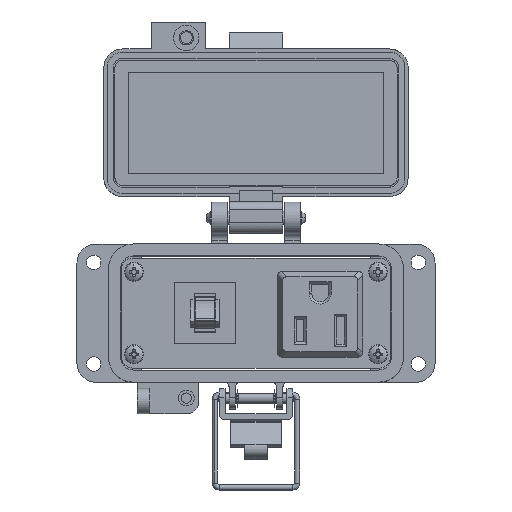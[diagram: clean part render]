
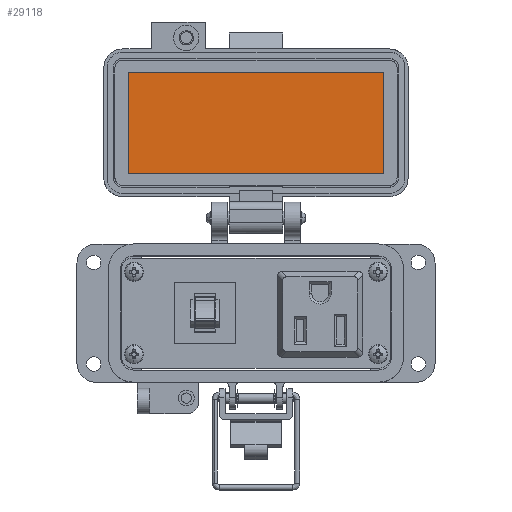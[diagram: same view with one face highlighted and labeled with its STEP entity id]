
A CAD part, top view. The second image highlights one B-rep face of the part: STEP entity #29118.
In plain terms, the highlighted planar face has unit normal (0, 0, 1).
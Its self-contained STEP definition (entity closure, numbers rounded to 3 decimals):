
#727 = VECTOR ( 'NONE', #26634, 1000. ) ;
#819 = VECTOR ( 'NONE', #15654, 1000. ) ;
#875 = DIRECTION ( 'NONE',  ( 0., -1., 0. ) ) ;
#1072 = CARTESIAN_POINT ( 'NONE',  ( 40.25, 67.154, -25.55 ) ) ;
#1267 = CARTESIAN_POINT ( 'NONE',  ( -8.5, 83.154, -25.55 ) ) ;
#3441 = ORIENTED_EDGE ( 'NONE', *, *, #30297, .F. ) ;
#5289 = ORIENTED_EDGE ( 'NONE', *, *, #11361, .F. ) ;
#8609 = CARTESIAN_POINT ( 'NONE',  ( 40.25, 83.154, -25.55 ) ) ;
#9078 = FACE_OUTER_BOUND ( 'NONE', #27057, .T. ) ;
#9265 = DIRECTION ( 'NONE',  ( 0., -1., 0. ) ) ;
#9619 = DIRECTION ( 'NONE',  ( 1., 0., 0. ) ) ;
#9698 = CARTESIAN_POINT ( 'NONE',  ( -40.25, 67.154, -25.55 ) ) ;
#11361 = EDGE_CURVE ( 'NONE', #15202, #23482, #15288, .T. ) ;
#11429 = VECTOR ( 'NONE', #9619, 1000. ) ;
#11838 = VERTEX_POINT ( 'NONE', #34659 ) ;
#12233 = VERTEX_POINT ( 'NONE', #8609 ) ;
#13075 = LINE ( 'NONE', #29413, #727 ) ;
#15202 = VERTEX_POINT ( 'NONE', #32372 ) ;
#15288 = LINE ( 'NONE', #9698, #819 ) ;
#15654 = DIRECTION ( 'NONE',  ( 0., 1., 0. ) ) ;
#15727 = EDGE_CURVE ( 'NONE', #23482, #12233, #23741, .T. ) ;
#20943 = LINE ( 'NONE', #1072, #36460 ) ;
#22076 = ORIENTED_EDGE ( 'NONE', *, *, #15727, .F. ) ;
#23482 = VERTEX_POINT ( 'NONE', #34509 ) ;
#23741 = LINE ( 'NONE', #1267, #11429 ) ;
#26634 = DIRECTION ( 'NONE',  ( -1., 0., 0. ) ) ;
#27057 = EDGE_LOOP ( 'NONE', ( #22076, #5289, #3441, #27743 ) ) ;
#27743 = ORIENTED_EDGE ( 'NONE', *, *, #33253, .F. ) ;
#28195 = PLANE ( 'NONE',  #29829 ) ;
#28557 = CARTESIAN_POINT ( 'NONE',  ( -8.5, 67.154, -25.55 ) ) ;
#29118 = ADVANCED_FACE ( 'NONE', ( #9078 ), #28195, .T. ) ;
#29413 = CARTESIAN_POINT ( 'NONE',  ( 42., 51.154, -25.55 ) ) ;
#29829 = AXIS2_PLACEMENT_3D ( 'NONE', #28557, #31529, #9265 ) ;
#30297 = EDGE_CURVE ( 'NONE', #11838, #15202, #13075, .T. ) ;
#31529 = DIRECTION ( 'NONE',  ( 0., 0., 1. ) ) ;
#32372 = CARTESIAN_POINT ( 'NONE',  ( -40.25, 51.154, -25.55 ) ) ;
#33253 = EDGE_CURVE ( 'NONE', #12233, #11838, #20943, .T. ) ;
#34509 = CARTESIAN_POINT ( 'NONE',  ( -40.25, 83.154, -25.55 ) ) ;
#34659 = CARTESIAN_POINT ( 'NONE',  ( 40.25, 51.154, -25.55 ) ) ;
#36460 = VECTOR ( 'NONE', #875, 1000. ) ;
